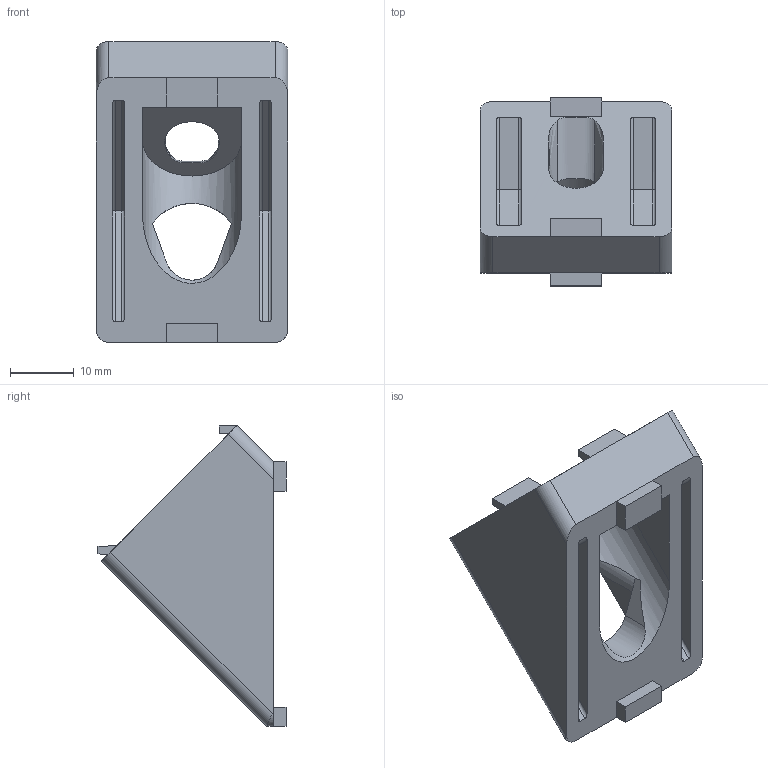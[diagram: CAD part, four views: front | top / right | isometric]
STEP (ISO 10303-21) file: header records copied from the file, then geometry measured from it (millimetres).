
FILE_DESCRIPTION( ( 'STEP AP203' ), '1' );
FILE_NAME( '093WS30245N08.stp', '2021-11-23T15:31:35', ( 'License CC BY-ND 4.0' ), ( 'CADENAS' ), ' ', 'PARTsolutions', ' ' );
FILE_SCHEMA( ( 'CONFIG_CONTROL_DESIGN' ) );
Length unit declared in the file: millimetre
Products named in the file (1): _093WS30245N08
Bounding box: 30 x 29.44 x 47.08 mm (x, y, z)
Volume: 12629.7 mm3; surface area: 7532.2 mm2
Topology: 1 solids, 1 shells, 83 faces, 222 edges, 146 vertices
Faces by surface type: plane 52, cylinder 29, bspline 2
Entity records: 2763 total; most frequent: CARTESIAN_POINT 632, ORIENTED_EDGE 444, DIRECTION 414, EDGE_CURVE 222, LINE 156, VECTOR 156, VERTEX_POINT 146, AXIS2_PLACEMENT_3D 129
